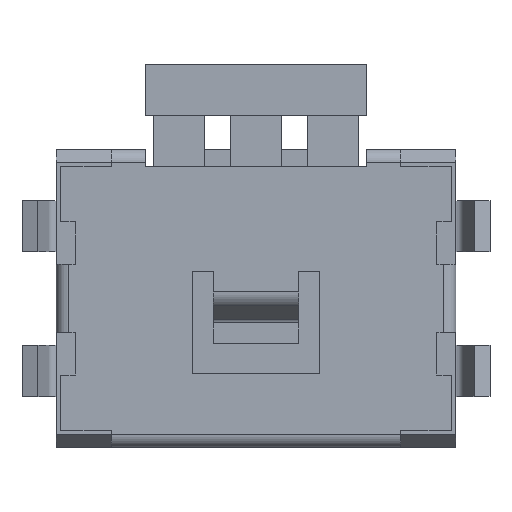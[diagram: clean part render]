
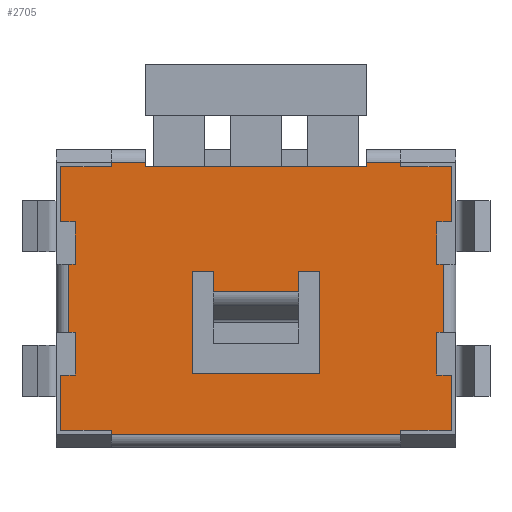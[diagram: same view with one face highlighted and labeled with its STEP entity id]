
A CAD part, top view. The second image highlights one B-rep face of the part: STEP entity #2705.
In plain terms, the highlighted planar face has unit normal (0, 0, 1).
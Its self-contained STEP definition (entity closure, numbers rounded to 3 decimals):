
#13=DIRECTION('',(0.,0.,1.));
#27=VECTOR('',#28,1.);
#28=DIRECTION('',(1.,0.,0.));
#40=VECTOR('',#41,1.);
#41=DIRECTION('',(1.,0.,0.));
#91=DIRECTION('',(0.,1.,0.));
#111=VECTOR('',#112,1.);
#112=DIRECTION('',(0.,-1.,0.));
#119=VECTOR('',#120,1.);
#120=DIRECTION('',(-1.,0.,0.));
#149=VECTOR('',#91,1.);
#184=VECTOR('',#185,1.);
#185=DIRECTION('',(-1.,0.,0.));
#291=VECTOR('',#292,1.);
#292=DIRECTION('',(0.,-1.,0.));
#395=VECTOR('',#396,1.);
#396=DIRECTION('',(0.,1.,0.));
#607=VECTOR('',#608,1.);
#608=DIRECTION('',(0.,-1.,0.));
#840=VECTOR('',#841,1.);
#841=DIRECTION('',(-1.,0.,0.));
#949=VECTOR('',#950,1.);
#950=DIRECTION('',(1.,0.,0.));
#1274=DIRECTION('',(-1.,-0.,-0.));
#1289=VECTOR('',#1274,1.);
#1549=VECTOR('',#1550,1.);
#1550=DIRECTION('',(-0.,-1.,-0.));
#1796=VERTEX_POINT('',#1797);
#1797=CARTESIAN_POINT('',(1.3,1.55,1.65));
#1799=ORIENTED_EDGE('',*,*,#1800,.T.);
#1800=EDGE_CURVE('',#1796,#1801,#1803,.T.);
#1801=VERTEX_POINT('',#1802);
#1802=CARTESIAN_POINT('',(-1.3,1.55,1.65));
#1803=LINE('',#1804,#184);
#1804=CARTESIAN_POINT('',(2.295,1.55,1.65));
#2077=VERTEX_POINT('',#2078);
#2078=CARTESIAN_POINT('',(1.7,1.55,1.65));
#2080=ORIENTED_EDGE('',*,*,#2081,.T.);
#2081=EDGE_CURVE('',#2077,#2082,#2084,.T.);
#2082=VERTEX_POINT('',#2083);
#2083=CARTESIAN_POINT('',(1.7,1.6,1.65));
#2084=LINE('',#2078,#395);
#2098=VERTEX_POINT('',#2099);
#2099=CARTESIAN_POINT('',(2.125,0.4,1.65));
#2102=EDGE_CURVE('',#2098,#2103,#2105,.T.);
#2103=VERTEX_POINT('',#2104);
#2104=CARTESIAN_POINT('',(2.2,0.4,1.65));
#2105=LINE('',#2099,#27);
#2115=ORIENTED_EDGE('',*,*,#2116,.T.);
#2116=EDGE_CURVE('',#2098,#2117,#2119,.T.);
#2117=VERTEX_POINT('',#2118);
#2118=CARTESIAN_POINT('',(2.125,0.9,1.65));
#2119=LINE('',#2120,#149);
#2120=CARTESIAN_POINT('',(2.125,-1.55,1.65));
#2131=VERTEX_POINT('',#2132);
#2132=CARTESIAN_POINT('',(2.295,0.9,1.65));
#2135=EDGE_CURVE('',#2131,#2117,#2136,.T.);
#2136=LINE('',#2132,#184);
#2145=VERTEX_POINT('',#1804);
#2148=EDGE_CURVE('',#2145,#2131,#2149,.T.);
#2149=LINE('',#1804,#111);
#2157=ORIENTED_EDGE('',*,*,#2158,.T.);
#2158=EDGE_CURVE('',#2145,#2077,#1803,.T.);
#2164=EDGE_CURVE('',#2165,#2103,#2167,.T.);
#2165=VERTEX_POINT('',#2166);
#2166=CARTESIAN_POINT('',(2.2,-0.4,1.65));
#2167=LINE('',#2166,#149);
#2181=VERTEX_POINT('',#2182);
#2182=CARTESIAN_POINT('',(2.125,-0.4,1.65));
#2184=ORIENTED_EDGE('',*,*,#2185,.T.);
#2185=EDGE_CURVE('',#2181,#2165,#2186,.T.);
#2186=LINE('',#2182,#27);
#2192=ORIENTED_EDGE('',*,*,#2193,.F.);
#2193=EDGE_CURVE('',#2194,#2196,#2198,.T.);
#2194=VERTEX_POINT('',#2195);
#2195=CARTESIAN_POINT('',(2.295,-1.55,1.65));
#2196=VERTEX_POINT('',#2197);
#2197=CARTESIAN_POINT('',(1.7,-1.55,1.65));
#2198=LINE('',#2195,#184);
#2213=VERTEX_POINT('',#2214);
#2214=CARTESIAN_POINT('',(2.295,-0.9,1.65));
#2217=EDGE_CURVE('',#2213,#2194,#2218,.T.);
#2218=LINE('',#2214,#111);
#2227=VERTEX_POINT('',#2228);
#2228=CARTESIAN_POINT('',(2.125,-0.9,1.65));
#2231=EDGE_CURVE('',#2227,#2213,#2232,.T.);
#2232=LINE('',#2228,#27);
#2240=ORIENTED_EDGE('',*,*,#2241,.T.);
#2241=EDGE_CURVE('',#2227,#2181,#2119,.T.);
#2247=EDGE_CURVE('',#2196,#2248,#2250,.T.);
#2248=VERTEX_POINT('',#2249);
#2249=CARTESIAN_POINT('',(1.7,-1.6,1.65));
#2250=LINE('',#2197,#291);
#2325=VERTEX_POINT('',#2326);
#2326=CARTESIAN_POINT('',(-1.7,-1.55,1.65));
#2328=ORIENTED_EDGE('',*,*,#2329,.T.);
#2329=EDGE_CURVE('',#2325,#2330,#2332,.T.);
#2330=VERTEX_POINT('',#2331);
#2331=CARTESIAN_POINT('',(-1.7,-1.6,1.65));
#2332=LINE('',#2326,#291);
#2347=VERTEX_POINT('',#2348);
#2348=CARTESIAN_POINT('',(-2.125,-0.4,1.65));
#2351=EDGE_CURVE('',#2347,#2352,#2354,.T.);
#2352=VERTEX_POINT('',#2353);
#2353=CARTESIAN_POINT('',(-2.2,-0.4,1.65));
#2354=LINE('',#2348,#119);
#2364=ORIENTED_EDGE('',*,*,#2365,.T.);
#2365=EDGE_CURVE('',#2347,#2366,#2368,.T.);
#2366=VERTEX_POINT('',#2367);
#2367=CARTESIAN_POINT('',(-2.125,-0.9,1.65));
#2368=LINE('',#2369,#111);
#2369=CARTESIAN_POINT('',(-2.125,1.55,1.65));
#2379=ORIENTED_EDGE('',*,*,#2380,.T.);
#2380=EDGE_CURVE('',#2366,#2381,#2383,.T.);
#2381=VERTEX_POINT('',#2382);
#2382=CARTESIAN_POINT('',(-2.295,-0.9,1.65));
#2383=LINE('',#2367,#1289);
#2393=ORIENTED_EDGE('',*,*,#2394,.T.);
#2394=EDGE_CURVE('',#2381,#2395,#2397,.T.);
#2395=VERTEX_POINT('',#2396);
#2396=CARTESIAN_POINT('',(-2.295,-1.55,1.65));
#2397=LINE('',#2382,#1549);
#2406=ORIENTED_EDGE('',*,*,#2407,.F.);
#2407=EDGE_CURVE('',#2325,#2395,#2198,.T.);
#2414=EDGE_CURVE('',#2415,#2352,#2417,.T.);
#2415=VERTEX_POINT('',#2416);
#2416=CARTESIAN_POINT('',(-2.2,0.4,1.65));
#2417=LINE('',#2416,#607);
#2431=VERTEX_POINT('',#2432);
#2432=CARTESIAN_POINT('',(-1.7,1.55,1.65));
#2434=ORIENTED_EDGE('',*,*,#2435,.T.);
#2435=EDGE_CURVE('',#2431,#2436,#1803,.T.);
#2436=VERTEX_POINT('',#2437);
#2437=CARTESIAN_POINT('',(-2.295,1.55,1.65));
#2445=ORIENTED_EDGE('',*,*,#2446,.T.);
#2446=EDGE_CURVE('',#2436,#2447,#2449,.T.);
#2447=VERTEX_POINT('',#2448);
#2448=CARTESIAN_POINT('',(-2.295,0.9,1.65));
#2449=LINE('',#2437,#1549);
#2459=ORIENTED_EDGE('',*,*,#2460,.T.);
#2460=EDGE_CURVE('',#2447,#2461,#2463,.T.);
#2461=VERTEX_POINT('',#2462);
#2462=CARTESIAN_POINT('',(-2.125,0.9,1.65));
#2463=LINE('',#2448,#27);
#2473=ORIENTED_EDGE('',*,*,#2474,.T.);
#2474=EDGE_CURVE('',#2461,#2475,#2368,.T.);
#2475=VERTEX_POINT('',#2476);
#2476=CARTESIAN_POINT('',(-2.125,0.4,1.65));
#2484=ORIENTED_EDGE('',*,*,#2485,.T.);
#2485=EDGE_CURVE('',#2475,#2415,#2486,.T.);
#2486=LINE('',#2476,#119);
#2493=EDGE_CURVE('',#2431,#2494,#2496,.T.);
#2494=VERTEX_POINT('',#2495);
#2495=CARTESIAN_POINT('',(-1.7,1.6,1.65));
#2496=LINE('',#2432,#395);
#2566=EDGE_CURVE('',#2330,#2248,#2567,.T.);
#2567=LINE('',#2331,#40);
#2695=VERTEX_POINT('',#2696);
#2696=CARTESIAN_POINT('',(-1.3,1.6,1.65));
#2700=EDGE_CURVE('',#1801,#2695,#2701,.T.);
#2701=LINE('',#1802,#395);
#2705=ADVANCED_FACE('',(#2706,#2731),#2772,.T.);
#2706=FACE_BOUND('',#2707,.T.);
#2707=EDGE_LOOP('',(#2192,#2708,#2709,#2240,#2184,#2710,#2711,#2115,#2712,#2713,#2157,#2080,#2714,#2719,#1799,#2722,#2723,#2726,#2434,#2445,#2459,#2473,#2484,#2727,#2728,#2364,#2379,#2393,#2406,#2328,#2729,#2730));
#2708=ORIENTED_EDGE('',*,*,#2217,.F.);
#2709=ORIENTED_EDGE('',*,*,#2231,.F.);
#2710=ORIENTED_EDGE('',*,*,#2164,.T.);
#2711=ORIENTED_EDGE('',*,*,#2102,.F.);
#2712=ORIENTED_EDGE('',*,*,#2135,.F.);
#2713=ORIENTED_EDGE('',*,*,#2148,.F.);
#2714=ORIENTED_EDGE('',*,*,#2715,.F.);
#2715=EDGE_CURVE('',#2716,#2082,#2718,.T.);
#2716=VERTEX_POINT('',#2717);
#2717=CARTESIAN_POINT('',(1.3,1.6,1.65));
#2718=LINE('',#2717,#949);
#2719=ORIENTED_EDGE('',*,*,#2720,.F.);
#2720=EDGE_CURVE('',#1796,#2716,#2721,.T.);
#2721=LINE('',#1797,#395);
#2722=ORIENTED_EDGE('',*,*,#2700,.T.);
#2723=ORIENTED_EDGE('',*,*,#2724,.T.);
#2724=EDGE_CURVE('',#2695,#2494,#2725,.T.);
#2725=LINE('',#2696,#840);
#2726=ORIENTED_EDGE('',*,*,#2493,.F.);
#2727=ORIENTED_EDGE('',*,*,#2414,.T.);
#2728=ORIENTED_EDGE('',*,*,#2351,.F.);
#2729=ORIENTED_EDGE('',*,*,#2566,.T.);
#2730=ORIENTED_EDGE('',*,*,#2247,.F.);
#2731=FACE_BOUND('',#2732,.T.);
#2732=EDGE_LOOP('',(#2733,#2740,#2745,#2751,#2756,#2761,#2766,#2769));
#2733=ORIENTED_EDGE('',*,*,#2734,.F.);
#2734=EDGE_CURVE('',#2735,#2737,#2739,.T.);
#2735=VERTEX_POINT('',#2736);
#2736=CARTESIAN_POINT('',(-0.75,-0.88,1.65));
#2737=VERTEX_POINT('',#2738);
#2738=CARTESIAN_POINT('',(0.75,-0.88,1.65));
#2739=LINE('',#2736,#27);
#2740=ORIENTED_EDGE('',*,*,#2741,.F.);
#2741=EDGE_CURVE('',#2742,#2735,#2744,.T.);
#2742=VERTEX_POINT('',#2743);
#2743=CARTESIAN_POINT('',(-0.75,0.32,1.65));
#2744=LINE('',#2743,#111);
#2745=ORIENTED_EDGE('',*,*,#2746,.F.);
#2746=EDGE_CURVE('',#2747,#2742,#2749,.T.);
#2747=VERTEX_POINT('',#2748);
#2748=CARTESIAN_POINT('',(-0.5,0.32,1.65));
#2749=LINE('',#2750,#184);
#2750=CARTESIAN_POINT('',(0.75,0.32,1.65));
#2751=ORIENTED_EDGE('',*,*,#2752,.T.);
#2752=EDGE_CURVE('',#2747,#2753,#2755,.T.);
#2753=VERTEX_POINT('',#2754);
#2754=CARTESIAN_POINT('',(-0.5,0.076,1.65));
#2755=LINE('',#2748,#291);
#2756=ORIENTED_EDGE('',*,*,#2757,.T.);
#2757=EDGE_CURVE('',#2753,#2758,#2760,.T.);
#2758=VERTEX_POINT('',#2759);
#2759=CARTESIAN_POINT('',(0.5,0.076,1.65));
#2760=LINE('',#2754,#40);
#2761=ORIENTED_EDGE('',*,*,#2762,.F.);
#2762=EDGE_CURVE('',#2763,#2758,#2765,.T.);
#2763=VERTEX_POINT('',#2764);
#2764=CARTESIAN_POINT('',(0.5,0.32,1.65));
#2765=LINE('',#2764,#291);
#2766=ORIENTED_EDGE('',*,*,#2767,.F.);
#2767=EDGE_CURVE('',#2768,#2763,#2749,.T.);
#2768=VERTEX_POINT('',#2750);
#2769=ORIENTED_EDGE('',*,*,#2770,.F.);
#2770=EDGE_CURVE('',#2737,#2768,#2771,.T.);
#2771=LINE('',#2738,#149);
#2772=PLANE('',#2773);
#2773=AXIS2_PLACEMENT_3D('',#2774,#13,#28);
#2774=CARTESIAN_POINT('',(0.,0.,1.65));
